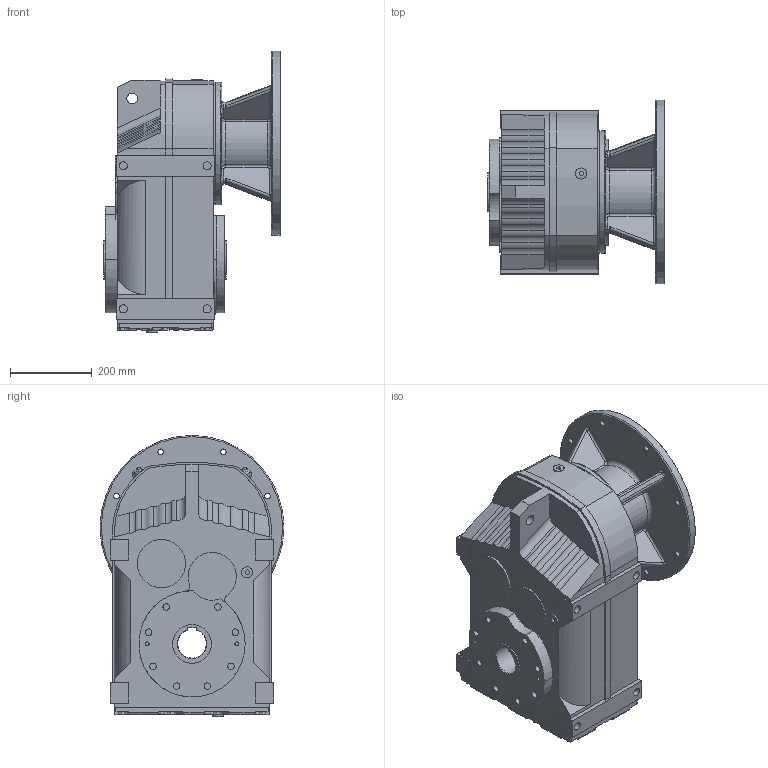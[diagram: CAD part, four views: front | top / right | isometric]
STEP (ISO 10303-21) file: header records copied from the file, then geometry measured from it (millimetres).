
FILE_DESCRIPTION(('STEP AP203'), '1');
FILE_NAME('凎劌膷闉 FA 97', '', ('UNSPECIFIED'), ('UNSPECIFIED'), 'ASCON STEP Converter 1.3', 'ASCON Math Kernel', '');
FILE_SCHEMA(('CONFIG_CONTROL_DESIGN'));
Length unit declared in the file: millimetre
Products named in the file (11): Bohrungen Abdeckhaube Antrieb; Bohrungen Abdeckhaube Antrieb_1; Bohrungen Abdeckhaube Antrieb_2; Bohrungen Abdeckhaube Antrieb_3; Bohrungen Abdeckhaube Antrieb_4; Bohrungen Abdeckhaube Antrieb_5; Bohrungen Abdeckhaube Antrieb_6; Bohrungen Abdeckhaube Antrieb_7; Verschlussbohrungen B-Seite_10
Assembly tree (10 placements, depth 2):
  (unnamed)
    Bohrungen Abdeckhaube Antrieb
    Bohrungen Abdeckhaube Antrieb_1
    Bohrungen Abdeckhaube Antrieb_2
    Bohrungen Abdeckhaube Antrieb_3
    Bohrungen Abdeckhaube Antrieb_4
    Bohrungen Abdeckhaube Antrieb_5
    Bohrungen Abdeckhaube Antrieb_6
    Bohrungen Abdeckhaube Antrieb_7
    Verschlussbohrungen B-Seite_10
    (unnamed)
Bounding box: 433 x 450 x 688.04 mm (x, y, z)
Volume: 55914803.8 mm3; surface area: 2056285.9 mm2
Topology: 10 solids, 10 shells, 629 faces, 1537 edges, 988 vertices
Faces by surface type: plane 340, cylinder 201, bspline 42, torus 26, cone 20
Full cylindrical faces by diameter (mm): 8 x1, 10 x3, 13.5 x4, 14 x8, 16 x11, 20 x8, 26 x1, 27 x6, 95 x2, 118 x1, 120 x1, 124 x1, 150 x3, 151 x1, 155 x1, 185 x1, 230 x1, 233 x1, 300 x2, 347 x1, 350 x1, 450 x1
Entity records: 29856 total; most frequent: CARTESIAN_POINT 9952, ORIENTED_EDGE 2918, DIRECTION 2815, EDGE_CURVE 1459, VERTEX_POINT 988, AXIS2_PLACEMENT_3D 961, LINE 893, VECTOR 893
